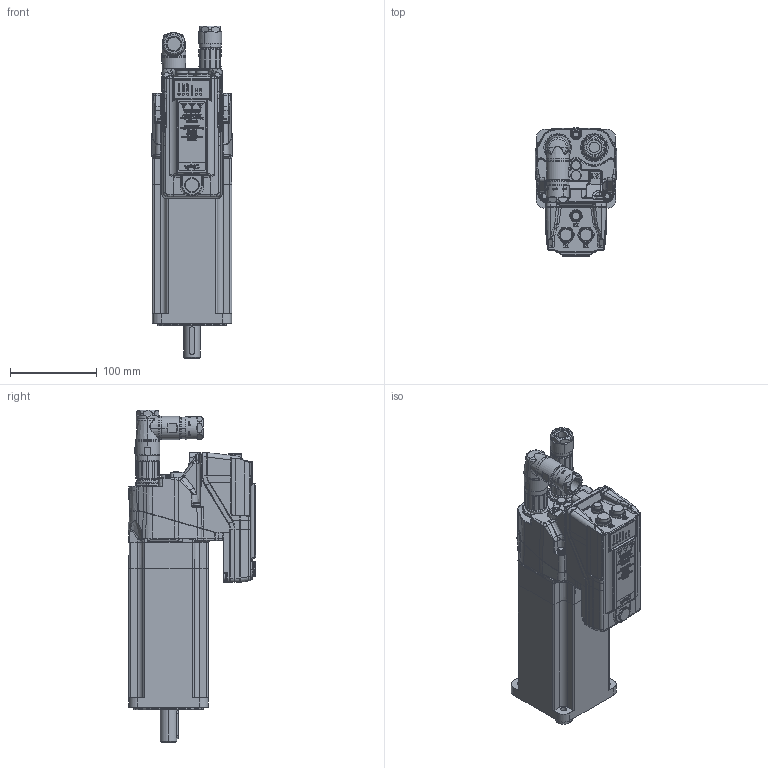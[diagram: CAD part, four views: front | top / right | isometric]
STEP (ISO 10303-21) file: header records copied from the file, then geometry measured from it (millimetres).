
FILE_DESCRIPTION((''),'2;1');
FILE_NAME('ISD520_B56_I5U_CF_LIGHT_ASM','2023-09-28T16:59:35',('U381500'),('Danfoss Drives'),'CREO PARAMETRIC BY PTC INC, 2022124','CREO PARAMETRIC BY PTC INC, 2022124','');
FILE_SCHEMA(('CONFIG_CONTROL_DESIGN','GEOMETRIC_VALIDATION_PROPERTIES_MIM'));
Products named in the file (7): ISD520_B56_DRIVE_E1; 175G0336; 175G0337; HUMMEL_755660000S; HUMMEL_7576600000; B56I5U_CF_AFLANGE_STATOR; ISD520_B56_I5U_CF_LIGHT_ASM
Assembly tree (6 placements, depth 2):
  ISD520_B56_I5U_CF_LIGHT_ASM
    ISD520_B56_DRIVE_E1
    175G0336
    175G0337
    HUMMEL_755660000S
    HUMMEL_7576600000
    B56I5U_CF_AFLANGE_STATOR
Bounding box: 93.88 x 147.51 x 382.62 mm (x, y, z)
Volume: 439395.3 mm3; surface area: 320293.6 mm2
Topology: 5 solids, 291 shells, 2986 faces, 10109 edges, 7441 vertices
Faces by surface type: plane 1231, cylinder 729, bspline 491, cone 250, torus 194, extrusion 68, sphere 23
Entity records: 192469 total; most frequent: CARTESIAN_POINT 90995, ORIENTED_EDGE 16602, DIRECTION 14217, EDGE_CURVE 10086, VERTEX_POINT 7441, AXIS2_PLACEMENT_3D 4919, PRESENTATION_STYLE_ASSIGNMENT 4897, STYLED_ITEM 4801
